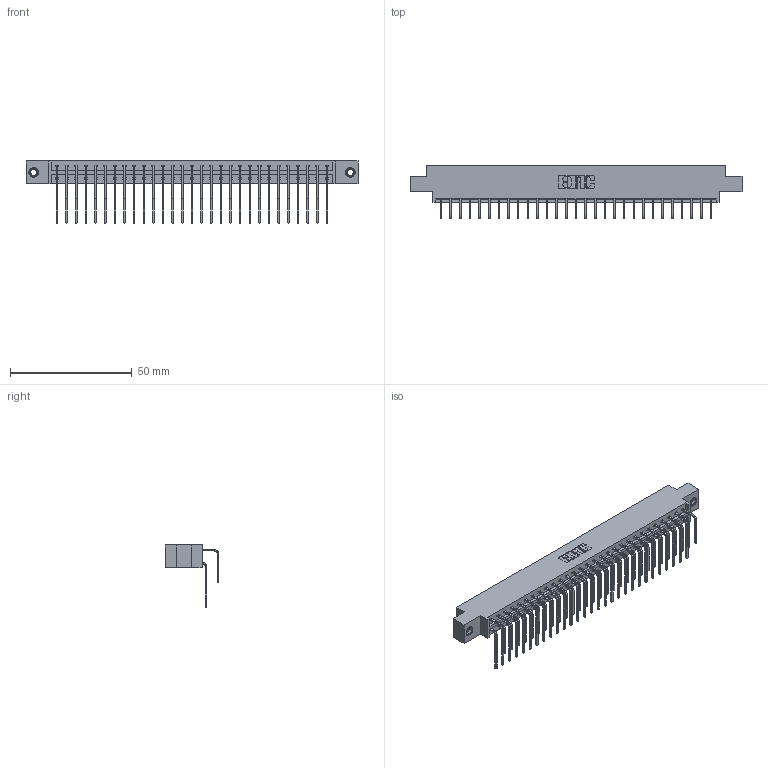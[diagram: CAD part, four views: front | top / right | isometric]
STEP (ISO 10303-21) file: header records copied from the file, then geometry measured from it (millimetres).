
FILE_DESCRIPTION (( 'STEP AP203' ), '1' );
FILE_NAME ('333-058-558-807.STEP', '2018-08-04T06:30:37', ( '' ), ( '' ), 'SwSTEP 2.0', 'SolidWorks 2016', '' );
FILE_SCHEMA (( 'CONFIG_CONTROL_DESIGN' ));
Length unit declared in the file: inch
Products named in the file (5): 345-292-001_558 Tail - 2; 345-250-001_345-250-005-103; 333-058-558-807; 333 Part_Offset - .156 Dia - TI; 345-292-001_558 559 Tail - 1
Assembly tree (61 placements, depth 2):
  333-058-558-807
    333 Part_Offset - .156 Dia - TI
    345-292-001_558 559 Tail - 1  x29
    345-292-001_558 Tail - 2  x29
    345-250-001_345-250-005-103  x2
Bounding box: 136.45 x 22.17 x 25.53 mm (x, y, z)
Volume: 13902.3 mm3; surface area: 18217.9 mm2
Topology: 61 solids, 61 shells, 3310 faces, 9797 edges, 6446 vertices
Faces by surface type: plane 2310, cylinder 984, cone 12, torus 4
Entity records: 23440 total; most frequent: CARTESIAN_POINT 3936, ORIENTED_EDGE 3814, DIRECTION 3397, EDGE_CURVE 1907, LINE 1719, VECTOR 1719, VERTEX_POINT 1264, AXIS2_PLACEMENT_3D 839
